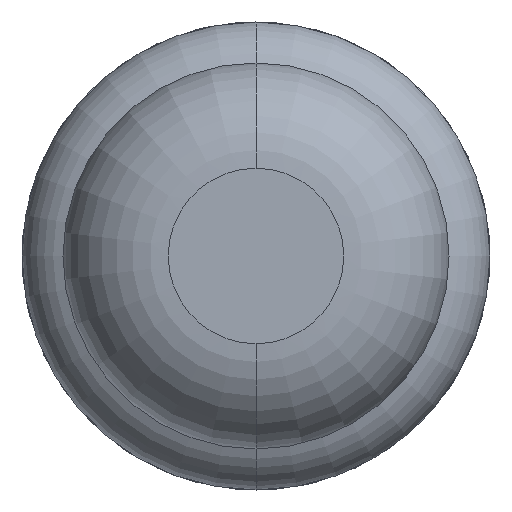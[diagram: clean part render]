
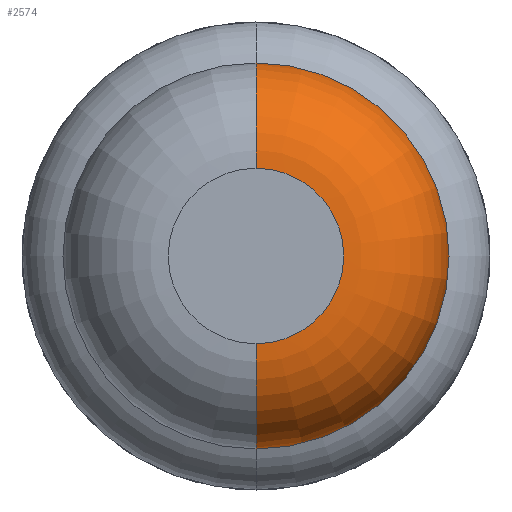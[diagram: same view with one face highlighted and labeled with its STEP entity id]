
A CAD part, front view. The second image highlights one B-rep face of the part: STEP entity #2574.
In plain terms, the highlighted toroidal (fillet/blend) face has major radius 0.375 mm and minor radius 0.45 mm.
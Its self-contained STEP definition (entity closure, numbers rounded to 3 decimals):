
#17 = AXIS2_PLACEMENT_3D ( 'NONE', #1387, #2123, #1393 ) ;
#129 = DIRECTION ( 'NONE',  ( -1., 0., 0. ) ) ;
#182 = EDGE_CURVE ( 'Defeature ausgef�hrt1_6+Defeature ausgef�hrt1_5+Defeature ausgef�hrt1_5+Defeature ausgef�hrt1_5', #3180, #3059, #2696, .T. ) ;
#233 = ORIENTED_EDGE ( 'NONE', *, *, #1346, .F. ) ;
#241 = DIRECTION ( 'NONE',  ( 0., 0., 1. ) ) ;
#250 = CARTESIAN_POINT ( 'NONE',  ( 0., -26.95, 0. ) ) ;
#346 = VERTEX_POINT ( 'NONE', #1284 ) ;
#480 = DIRECTION ( 'NONE',  ( 0., 0., 1. ) ) ;
#653 = CIRCLE ( 'NONE', #1223, 0.45 ) ;
#896 = AXIS2_PLACEMENT_3D ( 'NONE', #2207, #2221, #241 ) ;
#937 = EDGE_LOOP ( 'NONE', ( #967, #2583, #233, #2280 ) ) ;
#967 = ORIENTED_EDGE ( 'NONE', *, *, #182, .T. ) ;
#1099 = CIRCLE ( 'NONE', #1385, 0.45 ) ;
#1120 = DIRECTION ( 'NONE',  ( 0., 0., 1. ) ) ;
#1152 = DIRECTION ( 'NONE',  ( 1., 0., 0. ) ) ;
#1223 = AXIS2_PLACEMENT_3D ( 'NONE', #3100, #1152, #1329 ) ;
#1284 = CARTESIAN_POINT ( 'NONE',  ( 0., -26.95, 0.825 ) ) ;
#1329 = DIRECTION ( 'NONE',  ( 0., 0., -1. ) ) ;
#1346 = EDGE_CURVE ( 'Defeature ausgef�hrt1_7+Defeature ausgef�hrt1_6+Defeature ausgef�hrt1_6+Defeature ausgef�hrt1_6', #346, #2919, #3155, .T. ) ;
#1381 = EDGE_CURVE ( 'NONE', #3180, #346, #1099, .T. ) ;
#1385 = AXIS2_PLACEMENT_3D ( 'NONE', #2627, #129, #1120 ) ;
#1387 = CARTESIAN_POINT ( 'NONE',  ( 0., -26.95, 0. ) ) ;
#1393 = DIRECTION ( 'NONE',  ( 0., 0., 1. ) ) ;
#1438 = FACE_OUTER_BOUND ( 'NONE', #937, .T. ) ;
#1441 = AXIS2_PLACEMENT_3D ( 'NONE', #250, #2986, #480 ) ;
#1845 = CARTESIAN_POINT ( 'NONE',  ( 0., -27.4, 0.375 ) ) ;
#1853 = EDGE_CURVE ( 'NONE', #3059, #2919, #653, .T. ) ;
#2123 = DIRECTION ( 'NONE',  ( 0., 1., 0. ) ) ;
#2207 = CARTESIAN_POINT ( 'NONE',  ( 0., -27.4, 0. ) ) ;
#2221 = DIRECTION ( 'NONE',  ( 0., 1., 0. ) ) ;
#2280 = ORIENTED_EDGE ( 'NONE', *, *, #1381, .F. ) ;
#2281 = CARTESIAN_POINT ( 'NONE',  ( 0., -27.4, -0.375 ) ) ;
#2574 = ADVANCED_FACE ( 'Defeature ausgef�hrt1_6', ( #1438 ), #3112, .T. ) ;
#2583 = ORIENTED_EDGE ( 'NONE', *, *, #1853, .T. ) ;
#2627 = CARTESIAN_POINT ( 'NONE',  ( 0., -26.95, 0.375 ) ) ;
#2696 = CIRCLE ( 'NONE', #896, 0.375 ) ;
#2748 = CARTESIAN_POINT ( 'NONE',  ( 0., -26.95, -0.825 ) ) ;
#2919 = VERTEX_POINT ( 'NONE', #2748 ) ;
#2986 = DIRECTION ( 'NONE',  ( 0., 1., 0. ) ) ;
#3059 = VERTEX_POINT ( 'NONE', #2281 ) ;
#3100 = CARTESIAN_POINT ( 'NONE',  ( 0., -26.95, -0.375 ) ) ;
#3112 = TOROIDAL_SURFACE ( 'NONE', #1441, 0.375, 0.45 ) ;
#3155 = CIRCLE ( 'NONE', #17, 0.825 ) ;
#3180 = VERTEX_POINT ( 'NONE', #1845 ) ;
